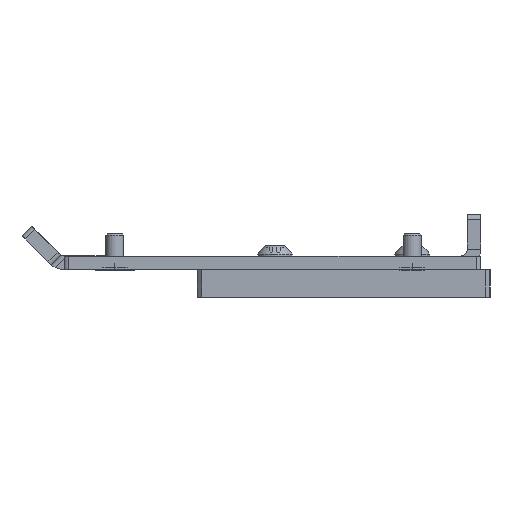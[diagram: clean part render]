
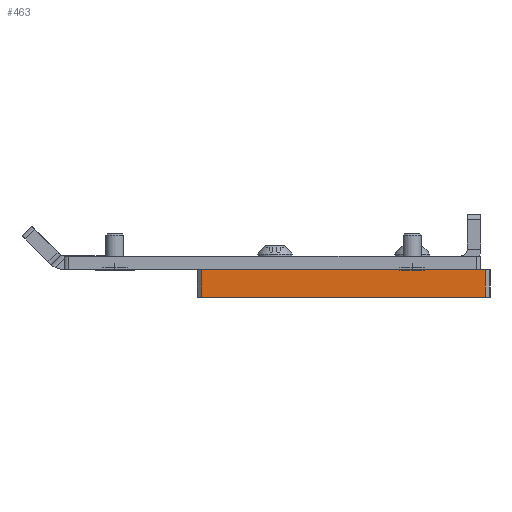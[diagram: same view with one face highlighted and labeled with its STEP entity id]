
A CAD part, left-side view. The second image highlights one B-rep face of the part: STEP entity #463.
In plain terms, the highlighted planar face has unit normal (-1, 0, 0).
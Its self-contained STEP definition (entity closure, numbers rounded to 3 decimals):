
#26 = DIRECTION ( 'NONE',  ( 0., -1., 0. ) ) ;
#113 = PLANE ( 'NONE',  #2834 ) ;
#463 = ADVANCED_FACE ( 'NONE', ( #1058 ), #113, .F. ) ;
#541 = CARTESIAN_POINT ( 'NONE',  ( -228., 32., -3. ) ) ;
#546 = CARTESIAN_POINT ( 'NONE',  ( -228., 32., 3. ) ) ;
#741 = LINE ( 'NONE', #3593, #4703 ) ;
#794 = VERTEX_POINT ( 'NONE', #885 ) ;
#865 = DIRECTION ( 'NONE',  ( 0., 0., 1. ) ) ;
#885 = CARTESIAN_POINT ( 'NONE',  ( -228., -31., 3. ) ) ;
#900 = CARTESIAN_POINT ( 'NONE',  ( -228., -31., 3. ) ) ;
#1058 = FACE_OUTER_BOUND ( 'NONE', #3553, .T. ) ;
#1164 = ORIENTED_EDGE ( 'NONE', *, *, #6160, .T. ) ;
#1308 = CARTESIAN_POINT ( 'NONE',  ( -228., 31., -3. ) ) ;
#1539 = ORIENTED_EDGE ( 'NONE', *, *, #1637, .T. ) ;
#1637 = EDGE_CURVE ( 'NONE', #2533, #2157, #741, .T. ) ;
#2053 = CARTESIAN_POINT ( 'NONE',  ( -228., -31., -3. ) ) ;
#2157 = VERTEX_POINT ( 'NONE', #1308 ) ;
#2171 = VERTEX_POINT ( 'NONE', #2053 ) ;
#2494 = ORIENTED_EDGE ( 'NONE', *, *, #3671, .F. ) ;
#2533 = VERTEX_POINT ( 'NONE', #3180 ) ;
#2588 = VECTOR ( 'NONE', #26, 1000. ) ;
#2834 = AXIS2_PLACEMENT_3D ( 'NONE', #4944, #5482, #3090 ) ;
#3090 = DIRECTION ( 'NONE',  ( 0., 0., -1. ) ) ;
#3180 = CARTESIAN_POINT ( 'NONE',  ( -228., 31., 3. ) ) ;
#3303 = LINE ( 'NONE', #900, #3818 ) ;
#3487 = DIRECTION ( 'NONE',  ( 0., -1., 0. ) ) ;
#3553 = EDGE_LOOP ( 'NONE', ( #1164, #6121, #2494, #1539 ) ) ;
#3593 = CARTESIAN_POINT ( 'NONE',  ( -228., 31., 3. ) ) ;
#3671 = EDGE_CURVE ( 'NONE', #2533, #794, #4920, .T. ) ;
#3818 = VECTOR ( 'NONE', #865, 1000. ) ;
#4703 = VECTOR ( 'NONE', #6139, 1000. ) ;
#4730 = EDGE_CURVE ( 'NONE', #2171, #794, #3303, .T. ) ;
#4920 = LINE ( 'NONE', #546, #2588 ) ;
#4944 = CARTESIAN_POINT ( 'NONE',  ( -228., 32., 3. ) ) ;
#5445 = VECTOR ( 'NONE', #3487, 1000. ) ;
#5482 = DIRECTION ( 'NONE',  ( 1., 0., 0. ) ) ;
#5998 = LINE ( 'NONE', #541, #5445 ) ;
#6121 = ORIENTED_EDGE ( 'NONE', *, *, #4730, .T. ) ;
#6139 = DIRECTION ( 'NONE',  ( 0., 0., -1. ) ) ;
#6160 = EDGE_CURVE ( 'NONE', #2157, #2171, #5998, .T. ) ;
